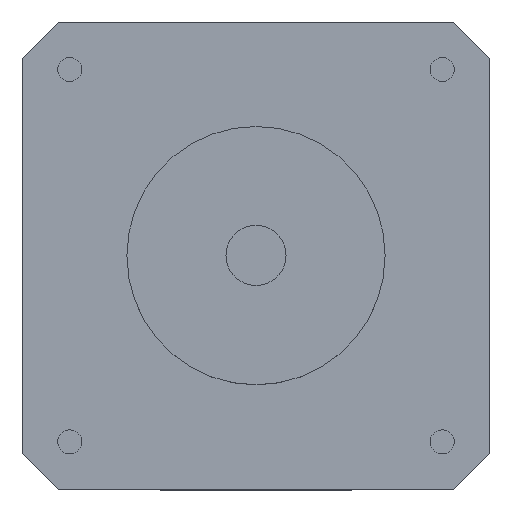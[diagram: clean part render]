
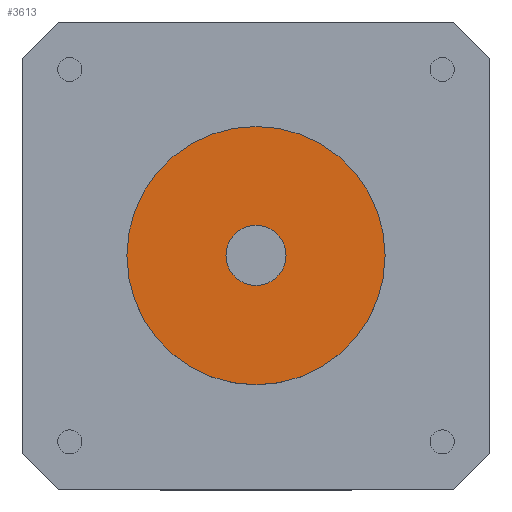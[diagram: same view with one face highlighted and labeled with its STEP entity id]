
A CAD part, top view. The second image highlights one B-rep face of the part: STEP entity #3613.
In plain terms, the highlighted planar face has unit normal (0, 0, 1).
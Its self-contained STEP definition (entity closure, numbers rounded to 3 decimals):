
#1703 = CYLINDRICAL_SURFACE('',#1704,10.75);
#1704 = AXIS2_PLACEMENT_3D('',#1705,#1706,#1707);
#1705 = CARTESIAN_POINT('',(0.,0.,32.2));
#1706 = DIRECTION('',(0.,0.,1.));
#1707 = DIRECTION('',(1.,0.,0.));
#3286 = EDGE_CURVE('',#3287,#3287,#3289,.T.);
#3287 = VERTEX_POINT('',#3288);
#3288 = CARTESIAN_POINT('',(10.75,0.,34.2));
#3289 = SURFACE_CURVE('',#3290,(#3295,#3302),.PCURVE_S1.);
#3290 = CIRCLE('',#3291,10.75);
#3291 = AXIS2_PLACEMENT_3D('',#3292,#3293,#3294);
#3292 = CARTESIAN_POINT('',(0.,0.,34.2));
#3293 = DIRECTION('',(0.,0.,1.));
#3294 = DIRECTION('',(1.,0.,0.));
#3295 = PCURVE('',#1703,#3296);
#3296 = DEFINITIONAL_REPRESENTATION('',(#3297),#3301);
#3297 = LINE('',#3298,#3299);
#3298 = CARTESIAN_POINT('',(0.,2.));
#3299 = VECTOR('',#3300,1.);
#3300 = DIRECTION('',(1.,0.));
#3301 = ( GEOMETRIC_REPRESENTATION_CONTEXT(2) 
PARAMETRIC_REPRESENTATION_CONTEXT() REPRESENTATION_CONTEXT('2D SPACE',''
  ) );
#3302 = PCURVE('',#3303,#3308);
#3303 = PLANE('',#3304);
#3304 = AXIS2_PLACEMENT_3D('',#3305,#3306,#3307);
#3305 = CARTESIAN_POINT('',(0.,0.,34.2));
#3306 = DIRECTION('',(0.,0.,1.));
#3307 = DIRECTION('',(1.,0.,0.));
#3308 = DEFINITIONAL_REPRESENTATION('',(#3309),#3313);
#3309 = CIRCLE('',#3310,10.75);
#3310 = AXIS2_PLACEMENT_2D('',#3311,#3312);
#3311 = CARTESIAN_POINT('',(0.,0.));
#3312 = DIRECTION('',(1.,0.));
#3313 = ( GEOMETRIC_REPRESENTATION_CONTEXT(2) 
PARAMETRIC_REPRESENTATION_CONTEXT() REPRESENTATION_CONTEXT('2D SPACE',''
  ) );
#3613 = ADVANCED_FACE('',(#3614),#3303,.T.);
#3614 = FACE_BOUND('',#3615,.T.);
#3615 = EDGE_LOOP('',(#3616));
#3616 = ORIENTED_EDGE('',*,*,#3286,.T.);
